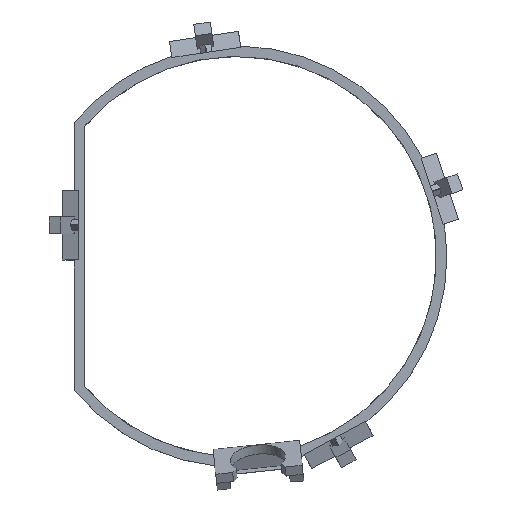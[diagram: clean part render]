
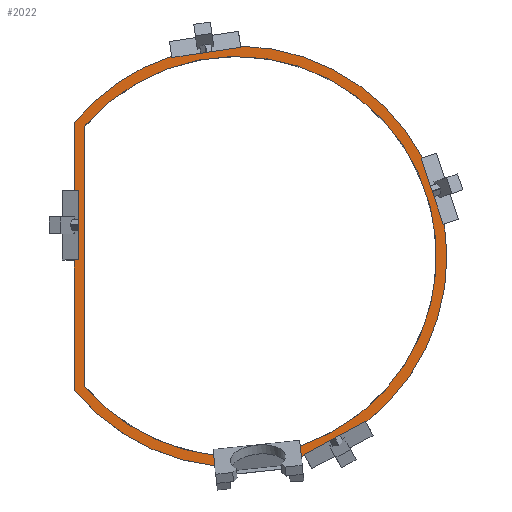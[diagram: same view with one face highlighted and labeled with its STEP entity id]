
A CAD part, top view. The second image highlights one B-rep face of the part: STEP entity #2022.
In plain terms, the highlighted planar face has unit normal (0, 0, 1).
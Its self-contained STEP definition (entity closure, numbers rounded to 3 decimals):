
#18=CIRCLE('',#2105,30.25);
#21=CIRCLE('',#2109,30.25);
#22=CIRCLE('',#2125,30.25);
#24=CIRCLE('',#2142,30.25);
#26=CIRCLE('',#2148,30.25);
#27=CIRCLE('',#2149,28.75);
#28=CIRCLE('',#2150,28.75);
#114=FACE_OUTER_BOUND('',#219,.T.);
#219=EDGE_LOOP('',(#1635,#1636,#1637,#1638,#1639,#1640,#1641,#1642,#1643,
#1644,#1645,#1646,#1647,#1648,#1649,#1650,#1651,#1652,#1653,#1654,#1655,
#1656,#1657,#1658));
#308=LINE('',#2817,#580);
#315=LINE('',#2831,#587);
#320=LINE('',#2840,#592);
#461=LINE('',#3137,#733);
#462=LINE('',#3139,#734);
#463=LINE('',#3145,#735);
#464=LINE('',#3149,#736);
#465=LINE('',#3151,#737);
#466=LINE('',#3153,#738);
#467=LINE('',#3154,#739);
#468=LINE('',#3156,#740);
#469=LINE('',#3158,#741);
#470=LINE('',#3159,#742);
#471=LINE('',#3161,#743);
#472=LINE('',#3163,#744);
#473=LINE('',#3164,#745);
#474=LINE('',#3165,#746);
#580=VECTOR('',#2280,10.);
#587=VECTOR('',#2291,10.);
#592=VECTOR('',#2298,10.);
#733=VECTOR('',#2549,10.);
#734=VECTOR('',#2552,10.);
#735=VECTOR('',#2559,10.);
#736=VECTOR('',#2564,10.);
#737=VECTOR('',#2565,10.);
#738=VECTOR('',#2566,10.);
#739=VECTOR('',#2567,10.);
#740=VECTOR('',#2568,10.);
#741=VECTOR('',#2569,10.);
#742=VECTOR('',#2570,10.);
#743=VECTOR('',#2571,10.);
#744=VECTOR('',#2572,10.);
#745=VECTOR('',#2573,10.);
#746=VECTOR('',#2574,10.);
#837=VERTEX_POINT('',#2814);
#838=VERTEX_POINT('',#2816);
#842=VERTEX_POINT('',#2828);
#843=VERTEX_POINT('',#2830);
#845=VERTEX_POINT('',#2837);
#846=VERTEX_POINT('',#2839);
#877=VERTEX_POINT('',#2930);
#878=VERTEX_POINT('',#2932);
#882=VERTEX_POINT('',#2942);
#883=VERTEX_POINT('',#2944);
#912=VERTEX_POINT('',#3032);
#913=VERTEX_POINT('',#3034);
#944=VERTEX_POINT('',#3126);
#945=VERTEX_POINT('',#3128);
#947=VERTEX_POINT('',#3134);
#948=VERTEX_POINT('',#3142);
#949=VERTEX_POINT('',#3144);
#950=VERTEX_POINT('',#3147);
#951=VERTEX_POINT('',#3150);
#952=VERTEX_POINT('',#3152);
#953=VERTEX_POINT('',#3155);
#954=VERTEX_POINT('',#3157);
#955=VERTEX_POINT('',#3160);
#956=VERTEX_POINT('',#3162);
#1039=EDGE_CURVE('',#838,#837,#308,.T.);
#1046=EDGE_CURVE('',#843,#842,#315,.T.);
#1051=EDGE_CURVE('',#846,#845,#320,.T.);
#1097=EDGE_CURVE('',#878,#877,#18,.T.);
#1103=EDGE_CURVE('',#883,#882,#21,.T.);
#1148=EDGE_CURVE('',#913,#912,#22,.T.);
#1195=EDGE_CURVE('',#945,#944,#24,.T.);
#1200=EDGE_CURVE('',#947,#838,#461,.T.);
#1201=EDGE_CURVE('',#837,#846,#462,.T.);
#1202=EDGE_CURVE('',#845,#948,#26,.T.);
#1203=EDGE_CURVE('',#948,#949,#463,.T.);
#1204=EDGE_CURVE('',#949,#843,#27,.T.);
#1205=EDGE_CURVE('',#842,#950,#28,.T.);
#1206=EDGE_CURVE('',#950,#945,#464,.T.);
#1207=EDGE_CURVE('',#944,#951,#465,.T.);
#1208=EDGE_CURVE('',#951,#952,#466,.T.);
#1209=EDGE_CURVE('',#952,#913,#467,.T.);
#1210=EDGE_CURVE('',#912,#953,#468,.T.);
#1211=EDGE_CURVE('',#953,#954,#469,.T.);
#1212=EDGE_CURVE('',#954,#878,#470,.T.);
#1213=EDGE_CURVE('',#877,#955,#471,.T.);
#1214=EDGE_CURVE('',#955,#956,#472,.T.);
#1215=EDGE_CURVE('',#956,#883,#473,.T.);
#1216=EDGE_CURVE('',#882,#947,#474,.T.);
#1635=ORIENTED_EDGE('',*,*,#1200,.T.);
#1636=ORIENTED_EDGE('',*,*,#1039,.T.);
#1637=ORIENTED_EDGE('',*,*,#1201,.T.);
#1638=ORIENTED_EDGE('',*,*,#1051,.T.);
#1639=ORIENTED_EDGE('',*,*,#1202,.T.);
#1640=ORIENTED_EDGE('',*,*,#1203,.T.);
#1641=ORIENTED_EDGE('',*,*,#1204,.T.);
#1642=ORIENTED_EDGE('',*,*,#1046,.T.);
#1643=ORIENTED_EDGE('',*,*,#1205,.T.);
#1644=ORIENTED_EDGE('',*,*,#1206,.T.);
#1645=ORIENTED_EDGE('',*,*,#1195,.T.);
#1646=ORIENTED_EDGE('',*,*,#1207,.T.);
#1647=ORIENTED_EDGE('',*,*,#1208,.T.);
#1648=ORIENTED_EDGE('',*,*,#1209,.T.);
#1649=ORIENTED_EDGE('',*,*,#1148,.T.);
#1650=ORIENTED_EDGE('',*,*,#1210,.T.);
#1651=ORIENTED_EDGE('',*,*,#1211,.T.);
#1652=ORIENTED_EDGE('',*,*,#1212,.T.);
#1653=ORIENTED_EDGE('',*,*,#1097,.T.);
#1654=ORIENTED_EDGE('',*,*,#1213,.T.);
#1655=ORIENTED_EDGE('',*,*,#1214,.T.);
#1656=ORIENTED_EDGE('',*,*,#1215,.T.);
#1657=ORIENTED_EDGE('',*,*,#1103,.T.);
#1658=ORIENTED_EDGE('',*,*,#1216,.T.);
#1923=PLANE('',#2147);
#2022=ADVANCED_FACE('',(#114),#1923,.T.);
#2105=AXIS2_PLACEMENT_3D('',#2933,#2374,#2375);
#2109=AXIS2_PLACEMENT_3D('',#2945,#2385,#2386);
#2125=AXIS2_PLACEMENT_3D('',#3035,#2461,#2462);
#2142=AXIS2_PLACEMENT_3D('',#3129,#2540,#2541);
#2147=AXIS2_PLACEMENT_3D('',#3141,#2555,#2556);
#2148=AXIS2_PLACEMENT_3D('',#3143,#2557,#2558);
#2149=AXIS2_PLACEMENT_3D('',#3146,#2560,#2561);
#2150=AXIS2_PLACEMENT_3D('',#3148,#2562,#2563);
#2280=DIRECTION('',(0.,-1.,0.));
#2291=DIRECTION('',(0.,1.,0.));
#2298=DIRECTION('',(0.,-1.,0.));
#2374=DIRECTION('center_axis',(0.,0.,1.));
#2375=DIRECTION('ref_axis',(-0.77,-0.638,0.));
#2385=DIRECTION('center_axis',(0.,0.,1.));
#2386=DIRECTION('ref_axis',(-0.77,-0.638,0.));
#2461=DIRECTION('center_axis',(0.,0.,1.));
#2462=DIRECTION('ref_axis',(-0.77,-0.638,0.));
#2540=DIRECTION('center_axis',(0.,0.,1.));
#2541=DIRECTION('ref_axis',(-0.77,-0.638,0.));
#2549=DIRECTION('',(1.,0.,0.));
#2552=DIRECTION('',(-1.,0.,0.));
#2555=DIRECTION('center_axis',(0.,0.,1.));
#2556=DIRECTION('ref_axis',(1.,0.,0.));
#2557=DIRECTION('center_axis',(0.,0.,1.));
#2558=DIRECTION('ref_axis',(-0.77,-0.638,0.));
#2559=DIRECTION('',(-0.105,0.995,0.));
#2560=DIRECTION('center_axis',(0.,0.,-1.));
#2561=DIRECTION('ref_axis',(-0.758,-0.652,0.));
#2562=DIRECTION('center_axis',(0.,0.,-1.));
#2563=DIRECTION('ref_axis',(-0.758,-0.652,0.));
#2564=DIRECTION('',(0.105,-0.995,0.));
#2565=DIRECTION('',(-0.476,0.879,0.));
#2566=DIRECTION('',(0.879,0.476,0.));
#2567=DIRECTION('',(0.476,-0.879,0.));
#2568=DIRECTION('',(-0.949,-0.316,0.));
#2569=DIRECTION('',(-0.316,0.949,0.));
#2570=DIRECTION('',(0.949,0.316,0.));
#2571=DIRECTION('',(0.147,-0.989,0.));
#2572=DIRECTION('',(-0.989,-0.147,0.));
#2573=DIRECTION('',(-0.147,0.989,0.));
#2574=DIRECTION('',(0.,-1.,0.));
#2814=CARTESIAN_POINT('',(-22.69,-0.505,4.));
#2816=CARTESIAN_POINT('',(-22.69,9.495,4.));
#2817=CARTESIAN_POINT('',(-22.69,2.247,4.));
#2828=CARTESIAN_POINT('',(-21.794,18.75,4.));
#2830=CARTESIAN_POINT('',(-21.794,-18.75,4.));
#2831=CARTESIAN_POINT('',(-21.794,18.75,4.));
#2837=CARTESIAN_POINT('',(-23.294,-19.298,4.));
#2839=CARTESIAN_POINT('',(-23.294,-0.505,4.));
#2840=CARTESIAN_POINT('',(-23.294,19.298,4.));
#2930=CARTESIAN_POINT('',(0.574,30.245,4.));
#2932=CARTESIAN_POINT('',(26.724,14.174,4.));
#2933=CARTESIAN_POINT('Origin',(0.,0.,4.));
#2942=CARTESIAN_POINT('',(-23.294,19.298,4.));
#2944=CARTESIAN_POINT('',(-9.318,28.779,4.));
#2945=CARTESIAN_POINT('Origin',(0.,0.,4.));
#3032=CARTESIAN_POINT('',(29.885,4.687,4.));
#3034=CARTESIAN_POINT('',(18.599,-23.856,4.));
#3035=CARTESIAN_POINT('Origin',(0.,0.,4.));
#3126=CARTESIAN_POINT('',(9.805,-28.617,4.));
#3128=CARTESIAN_POINT('',(9.31,-28.782,4.));
#3129=CARTESIAN_POINT('Origin',(0.,0.,4.));
#3134=CARTESIAN_POINT('',(-23.294,9.495,4.));
#3137=CARTESIAN_POINT('',(-10.835,9.495,4.));
#3139=CARTESIAN_POINT('',(-10.835,-0.505,4.));
#3141=CARTESIAN_POINT('Origin',(3.478,0.,4.));
#3142=CARTESIAN_POINT('',(-3.122,-30.088,4.));
#3143=CARTESIAN_POINT('Origin',(0.,0.,4.));
#3144=CARTESIAN_POINT('',(-3.282,-28.562,4.));
#3145=CARTESIAN_POINT('',(-4.607,-15.961,4.));
#3146=CARTESIAN_POINT('Origin',(0.,0.,4.));
#3147=CARTESIAN_POINT('',(9.149,-27.255,4.));
#3148=CARTESIAN_POINT('Origin',(0.,0.,4.));
#3149=CARTESIAN_POINT('',(7.825,-14.655,4.));
#3150=CARTESIAN_POINT('',(9.715,-28.451,4.));
#3151=CARTESIAN_POINT('',(3.638,-17.224,4.));
#3152=CARTESIAN_POINT('',(18.509,-23.69,4.));
#3153=CARTESIAN_POINT('',(15.457,-25.343,4.));
#3154=CARTESIAN_POINT('',(12.432,-12.464,4.));
#3155=CARTESIAN_POINT('',(29.706,4.627,4.));
#3156=CARTESIAN_POINT('',(18.374,0.852,4.));
#3157=CARTESIAN_POINT('',(26.545,14.114,4.));
#3158=CARTESIAN_POINT('',(28.299,8.849,4.));
#3159=CARTESIAN_POINT('',(15.213,10.339,4.));
#3160=CARTESIAN_POINT('',(0.601,30.058,4.));
#3161=CARTESIAN_POINT('',(2.631,16.359,4.));
#3162=CARTESIAN_POINT('',(-9.291,28.592,4.));
#3163=CARTESIAN_POINT('',(-2.643,29.577,4.));
#3164=CARTESIAN_POINT('',(-7.261,14.893,4.));
#3165=CARTESIAN_POINT('',(-23.294,19.298,4.));
